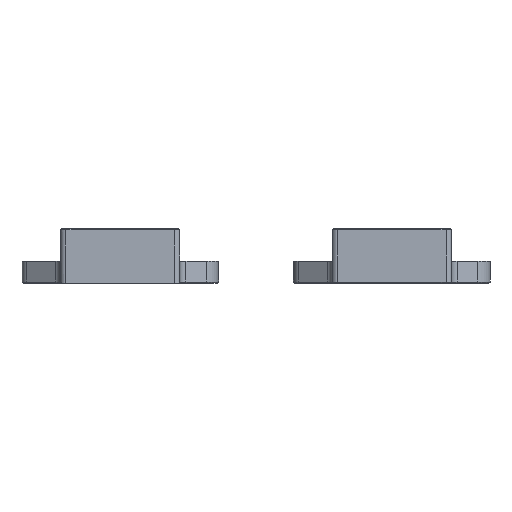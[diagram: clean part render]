
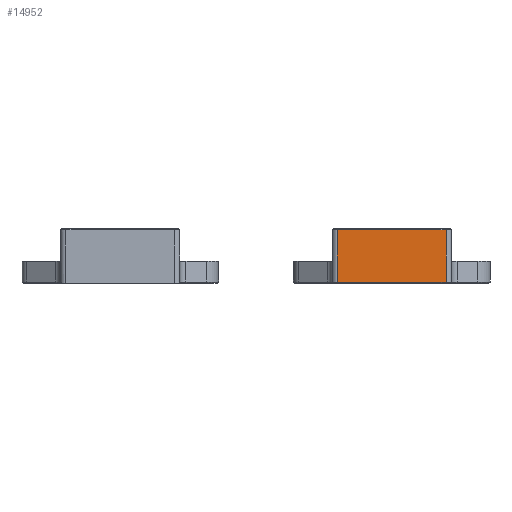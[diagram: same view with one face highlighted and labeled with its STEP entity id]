
A CAD part, left-side view. The second image highlights one B-rep face of the part: STEP entity #14952.
In plain terms, the highlighted planar face has unit normal (-1, 0, 0).
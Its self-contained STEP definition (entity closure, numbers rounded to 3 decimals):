
#1470=FACE_OUTER_BOUND('',#2372,.T.);
#2372=EDGE_LOOP('',(#12459,#12460,#12461,#12462));
#3787=LINE('',#23976,#5464);
#3812=LINE('',#24034,#5489);
#3837=LINE('',#24110,#5514);
#3838=LINE('',#24112,#5515);
#5464=VECTOR('',#19611,10.);
#5489=VECTOR('',#19664,10.);
#5514=VECTOR('',#19725,10.);
#5515=VECTOR('',#19728,10.);
#6885=VERTEX_POINT('',#23968);
#6887=VERTEX_POINT('',#23974);
#6904=VERTEX_POINT('',#24027);
#6906=VERTEX_POINT('',#24032);
#8760=EDGE_CURVE('',#6887,#6885,#3787,.T.);
#8789=EDGE_CURVE('',#6906,#6904,#3812,.T.);
#8828=EDGE_CURVE('',#6904,#6887,#3837,.T.);
#8829=EDGE_CURVE('',#6885,#6906,#3838,.T.);
#12459=ORIENTED_EDGE('',*,*,#8760,.F.);
#12460=ORIENTED_EDGE('',*,*,#8828,.F.);
#12461=ORIENTED_EDGE('',*,*,#8789,.F.);
#12462=ORIENTED_EDGE('',*,*,#8829,.F.);
#14172=PLANE('',#16239);
#14952=ADVANCED_FACE('',(#1470),#14172,.F.);
#16239=AXIS2_PLACEMENT_3D('',#24113,#19729,#19730);
#19611=DIRECTION('',(0.,-1.,0.));
#19664=DIRECTION('',(0.,1.,0.));
#19725=DIRECTION('',(0.,0.,1.));
#19728=DIRECTION('',(0.,0.,-1.));
#19729=DIRECTION('center_axis',(1.,0.,0.));
#19730=DIRECTION('ref_axis',(0.,0.,-1.));
#23968=CARTESIAN_POINT('',(-31.488,-87.995,-146.741));
#23974=CARTESIAN_POINT('',(-31.488,-67.995,-146.741));
#23976=CARTESIAN_POINT('',(-31.488,-72.805,-146.741));
#24027=CARTESIAN_POINT('',(-31.488,-67.995,-156.341));
#24032=CARTESIAN_POINT('',(-31.488,-87.995,-156.341));
#24034=CARTESIAN_POINT('',(-31.488,-70.033,-156.341));
#24110=CARTESIAN_POINT('',(-31.488,-67.995,-156.541));
#24112=CARTESIAN_POINT('',(-31.488,-87.995,-156.541));
#24113=CARTESIAN_POINT('Origin',(-31.488,-68.995,-156.541));
